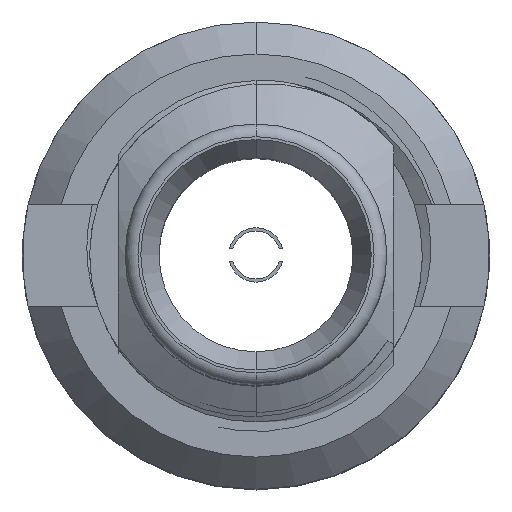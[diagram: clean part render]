
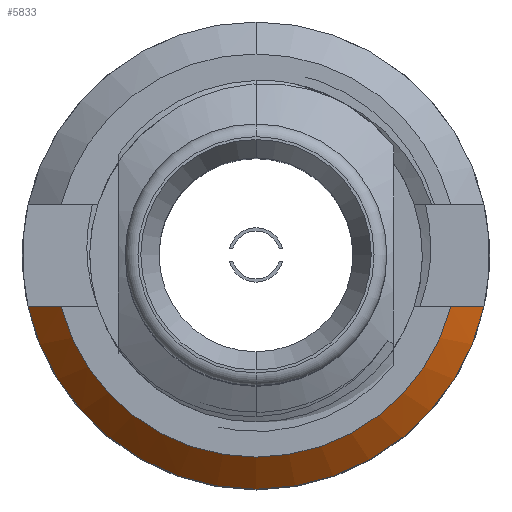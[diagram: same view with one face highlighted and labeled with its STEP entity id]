
A CAD part, top view. The second image highlights one B-rep face of the part: STEP entity #5833.
In plain terms, the highlighted conical face has half-angle 45 degrees and reference radius 3.65 mm.
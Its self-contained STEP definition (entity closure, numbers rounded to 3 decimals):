
#142 = VERTEX_POINT ( 'NONE', #18330 ) ;
#737 = EDGE_CURVE ( 'NONE', #2753, #14974, #1455, .T. ) ;
#1072 = AXIS2_PLACEMENT_3D ( 'NONE', #18707, #19009, #5563 ) ;
#1374 = DIRECTION ( 'NONE',  ( 0., 1., 0. ) ) ;
#1455 = B_SPLINE_CURVE_WITH_KNOTS ( 'NONE', 3,
 ( #6961, #17449, #5289, #3703 ),
 .UNSPECIFIED., .F., .F.,
 ( 4, 4 ),
 ( 0.015, 0.015 ),
 .UNSPECIFIED. ) ;
#1597 = DIRECTION ( 'NONE',  ( 0., 0., -1. ) ) ;
#2389 = CARTESIAN_POINT ( 'NONE',  ( 0., -3.65, 12.6 ) ) ;
#2753 = VERTEX_POINT ( 'NONE', #16968 ) ;
#2947 = AXIS2_PLACEMENT_3D ( 'NONE', #15437, #8008, #9208 ) ;
#3454 = FACE_OUTER_BOUND ( 'NONE', #8857, .T. ) ;
#3561 = CIRCLE ( 'NONE', #13992, 3.15 ) ;
#3703 = CARTESIAN_POINT ( 'NONE',  ( 3.561, -0.8, 12.6 ) ) ;
#4216 = EDGE_CURVE ( 'NONE', #142, #2753, #3561, .T. ) ;
#5032 = DIRECTION ( 'NONE',  ( 0., 1., 0. ) ) ;
#5083 = EDGE_CURVE ( 'NONE', #10291, #9009, #16227, .T. ) ;
#5289 = CARTESIAN_POINT ( 'NONE',  ( 3.39, -0.8, 12.767 ) ) ;
#5563 = DIRECTION ( 'NONE',  ( 0., 1., 0. ) ) ;
#5803 = B_SPLINE_CURVE_WITH_KNOTS ( 'NONE', 3,
 ( #14436, #18979, #14536, #18678 ),
 .UNSPECIFIED., .F., .F.,
 ( 4, 4 ),
 ( 0.006, 0.007 ),
 .UNSPECIFIED. ) ;
#5805 = EDGE_CURVE ( 'NONE', #14974, #10291, #16531, .T. ) ;
#5833 = ADVANCED_FACE ( 'NONE', ( #3454 ), #11463, .T. ) ;
#5868 = CARTESIAN_POINT ( 'NONE',  ( 3.561, -0.8, 12.6 ) ) ;
#6961 = CARTESIAN_POINT ( 'NONE',  ( 3.047, -0.8, 13.1 ) ) ;
#8008 = DIRECTION ( 'NONE',  ( 0., 0., -1. ) ) ;
#8026 = ORIENTED_EDGE ( 'NONE', *, *, #4216, .F. ) ;
#8857 = EDGE_LOOP ( 'NONE', ( #11596, #9899, #10861, #11643, #8026 ) ) ;
#9009 = VERTEX_POINT ( 'NONE', #17171 ) ;
#9208 = DIRECTION ( 'NONE',  ( 0., 1., 0. ) ) ;
#9899 = ORIENTED_EDGE ( 'NONE', *, *, #5083, .F. ) ;
#10291 = VERTEX_POINT ( 'NONE', #2389 ) ;
#10363 = DIRECTION ( 'NONE',  ( 0., 0., 1. ) ) ;
#10861 = ORIENTED_EDGE ( 'NONE', *, *, #5805, .F. ) ;
#11463 = CONICAL_SURFACE ( 'NONE', #2947, 3.65, 0.785 ) ;
#11596 = ORIENTED_EDGE ( 'NONE', *, *, #14803, .F. ) ;
#11643 = ORIENTED_EDGE ( 'NONE', *, *, #737, .F. ) ;
#11741 = CARTESIAN_POINT ( 'NONE',  ( 0., 0., 13.1 ) ) ;
#13702 = AXIS2_PLACEMENT_3D ( 'NONE', #13755, #1597, #5032 ) ;
#13755 = CARTESIAN_POINT ( 'NONE',  ( 0., 0., 12.6 ) ) ;
#13992 = AXIS2_PLACEMENT_3D ( 'NONE', #11741, #10363, #1374 ) ;
#14436 = CARTESIAN_POINT ( 'NONE',  ( -3.561, -0.8, 12.6 ) ) ;
#14536 = CARTESIAN_POINT ( 'NONE',  ( -3.219, -0.8, 12.934 ) ) ;
#14803 = EDGE_CURVE ( 'NONE', #9009, #142, #5803, .T. ) ;
#14974 = VERTEX_POINT ( 'NONE', #5868 ) ;
#15437 = CARTESIAN_POINT ( 'NONE',  ( 0., 0., 12.6 ) ) ;
#16227 = CIRCLE ( 'NONE', #1072, 3.65 ) ;
#16531 = CIRCLE ( 'NONE', #13702, 3.65 ) ;
#16968 = CARTESIAN_POINT ( 'NONE',  ( 3.047, -0.8, 13.1 ) ) ;
#17171 = CARTESIAN_POINT ( 'NONE',  ( -3.561, -0.8, 12.6 ) ) ;
#17449 = CARTESIAN_POINT ( 'NONE',  ( 3.219, -0.8, 12.934 ) ) ;
#18330 = CARTESIAN_POINT ( 'NONE',  ( -3.047, -0.8, 13.1 ) ) ;
#18678 = CARTESIAN_POINT ( 'NONE',  ( -3.047, -0.8, 13.1 ) ) ;
#18707 = CARTESIAN_POINT ( 'NONE',  ( 0., 0., 12.6 ) ) ;
#18979 = CARTESIAN_POINT ( 'NONE',  ( -3.39, -0.8, 12.767 ) ) ;
#19009 = DIRECTION ( 'NONE',  ( 0., 0., -1. ) ) ;
